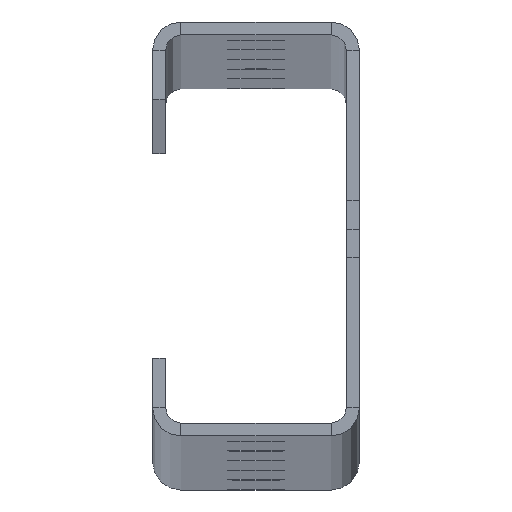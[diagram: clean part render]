
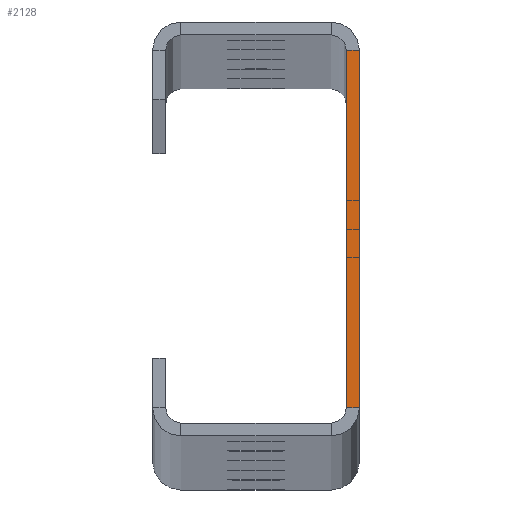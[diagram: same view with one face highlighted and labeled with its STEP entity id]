
A CAD part, top view. The second image highlights one B-rep face of the part: STEP entity #2128.
In plain terms, the highlighted planar face has unit normal (0, 0, 1).
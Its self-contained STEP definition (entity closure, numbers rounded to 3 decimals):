
#88 = VECTOR ( 'NONE', #798, 1000. ) ;
#166 = VERTEX_POINT ( 'NONE', #3945 ) ;
#404 = CARTESIAN_POINT ( 'NONE',  ( 17.5, -40., 2990. ) ) ;
#477 = VECTOR ( 'NONE', #3480, 1000. ) ;
#624 = VECTOR ( 'NONE', #2198, 1000. ) ;
#631 = ORIENTED_EDGE ( 'NONE', *, *, #4484, .T. ) ;
#739 = LINE ( 'NONE', #2225, #624 ) ;
#798 = DIRECTION ( 'NONE',  ( 1., 0., 0. ) ) ;
#1084 = VERTEX_POINT ( 'NONE', #3059 ) ;
#1132 = ORIENTED_EDGE ( 'NONE', *, *, #1201, .T. ) ;
#1189 = CARTESIAN_POINT ( 'NONE',  ( 17.5, -34.5, 2990. ) ) ;
#1201 = EDGE_CURVE ( 'NONE', #1084, #1531, #739, .T. ) ;
#1334 = PLANE ( 'NONE',  #1357 ) ;
#1357 = AXIS2_PLACEMENT_3D ( 'NONE', #4167, #1999, #2371 ) ;
#1507 = CARTESIAN_POINT ( 'NONE',  ( 20., 34.5, 2990. ) ) ;
#1531 = VERTEX_POINT ( 'NONE', #1507 ) ;
#1566 = CARTESIAN_POINT ( 'NONE',  ( 17.5, 34.5, 2990. ) ) ;
#1966 = LINE ( 'NONE', #3427, #477 ) ;
#1999 = DIRECTION ( 'NONE',  ( 0., 0., 1. ) ) ;
#2128 = ADVANCED_FACE ( 'NONE', ( #4586 ), #1334, .T. ) ;
#2198 = DIRECTION ( 'NONE',  ( 0., 1., 0. ) ) ;
#2225 = CARTESIAN_POINT ( 'NONE',  ( 20., -40., 2990. ) ) ;
#2249 = ORIENTED_EDGE ( 'NONE', *, *, #4614, .F. ) ;
#2371 = DIRECTION ( 'NONE',  ( 1., 0., 0. ) ) ;
#2382 = ORIENTED_EDGE ( 'NONE', *, *, #3043, .T. ) ;
#2601 = VECTOR ( 'NONE', #3703, 1000. ) ;
#2917 = EDGE_LOOP ( 'NONE', ( #1132, #631, #2249, #2382 ) ) ;
#3043 = EDGE_CURVE ( 'NONE', #166, #1084, #4096, .T. ) ;
#3059 = CARTESIAN_POINT ( 'NONE',  ( 20., -34.5, 2990. ) ) ;
#3427 = CARTESIAN_POINT ( 'NONE',  ( 20., 34.5, 2990. ) ) ;
#3480 = DIRECTION ( 'NONE',  ( -1., 0., 0. ) ) ;
#3560 = VERTEX_POINT ( 'NONE', #1566 ) ;
#3703 = DIRECTION ( 'NONE',  ( 0., 1., 0. ) ) ;
#3945 = CARTESIAN_POINT ( 'NONE',  ( 17.5, -34.5, 2990. ) ) ;
#4096 = LINE ( 'NONE', #1189, #88 ) ;
#4167 = CARTESIAN_POINT ( 'NONE',  ( 14.5, 37.5, 2990. ) ) ;
#4484 = EDGE_CURVE ( 'NONE', #1531, #3560, #1966, .T. ) ;
#4586 = FACE_OUTER_BOUND ( 'NONE', #2917, .T. ) ;
#4614 = EDGE_CURVE ( 'NONE', #166, #3560, #4711, .T. ) ;
#4711 = LINE ( 'NONE', #404, #2601 ) ;
